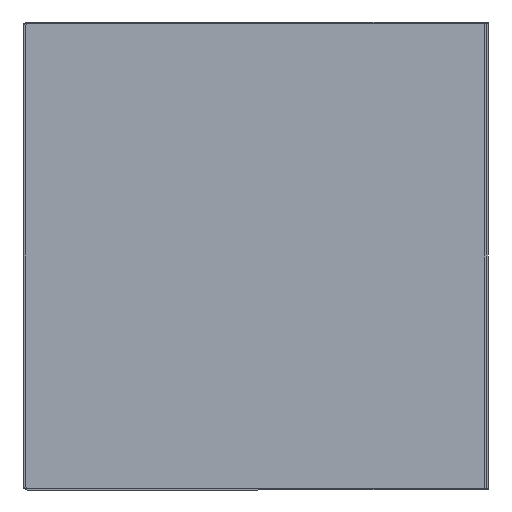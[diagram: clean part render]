
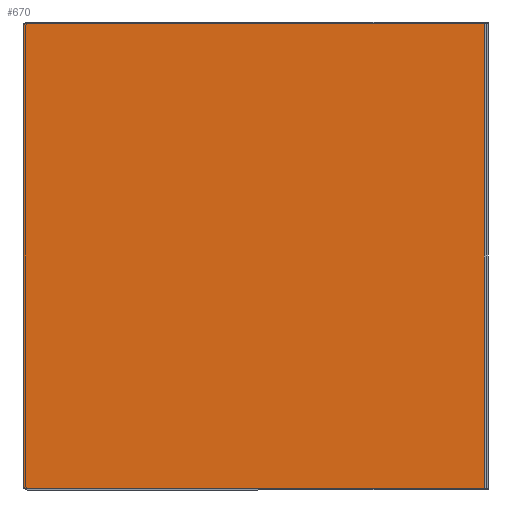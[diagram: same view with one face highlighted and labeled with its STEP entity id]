
A CAD part, left-side view. The second image highlights one B-rep face of the part: STEP entity #670.
In plain terms, the highlighted planar face has unit normal (-1, 0, 0).
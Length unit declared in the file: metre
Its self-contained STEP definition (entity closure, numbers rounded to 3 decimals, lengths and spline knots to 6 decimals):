
#149=ORIENTED_EDGE('',*,*,#280,.F.);
#150=ORIENTED_EDGE('',*,*,#282,.F.);
#151=ORIENTED_EDGE('',*,*,#276,.T.);
#152=ORIENTED_EDGE('',*,*,#283,.T.);
#276=EDGE_CURVE('',#344,#346,#408,.T.);
#280=EDGE_CURVE('',#350,#348,#412,.T.);
#282=EDGE_CURVE('',#344,#350,#414,.T.);
#283=EDGE_CURVE('',#346,#348,#415,.T.);
#344=VERTEX_POINT('',#1075);
#346=VERTEX_POINT('',#1079);
#348=VERTEX_POINT('',#1084);
#350=VERTEX_POINT('',#1088);
#408=LINE('',#1080,#480);
#412=LINE('',#1089,#484);
#414=LINE('',#1092,#486);
#415=LINE('',#1094,#487);
#480=VECTOR('',#883,1.);
#484=VECTOR('',#889,1.);
#486=VECTOR('',#893,1.);
#487=VECTOR('',#896,1.);
#538=EDGE_LOOP('',(#149,#150,#151,#152));
#586=FACE_BOUND('',#538,.T.);
#630=PLANE('',#748);
#670=ADVANCED_FACE('',(#586),#630,.T.);
#748=AXIS2_PLACEMENT_3D('',#1093,#894,#895);
#883=DIRECTION('',(0.,-1.,0.));
#889=DIRECTION('',(0.,-1.,0.));
#893=DIRECTION('',(0.,0.,1.));
#894=DIRECTION('',(-1.,0.,0.));
#895=DIRECTION('',(0.,0.,1.));
#896=DIRECTION('',(0.,0.,1.));
#1075=CARTESIAN_POINT('',(0.,0.5,0.));
#1079=CARTESIAN_POINT('',(0.,0.004,0.));
#1080=CARTESIAN_POINT('',(0.,0.284375,0.));
#1084=CARTESIAN_POINT('',(0.,0.004,0.5));
#1088=CARTESIAN_POINT('',(0.,0.5,0.5));
#1089=CARTESIAN_POINT('',(0.,0.284375,0.5));
#1092=CARTESIAN_POINT('',(0.,0.5,0.));
#1093=CARTESIAN_POINT('',(0.,0.284375,0.));
#1094=CARTESIAN_POINT('',(0.,0.004,0.));
